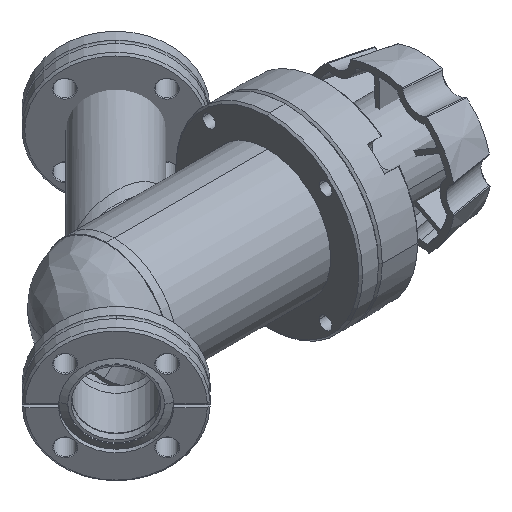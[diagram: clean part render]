
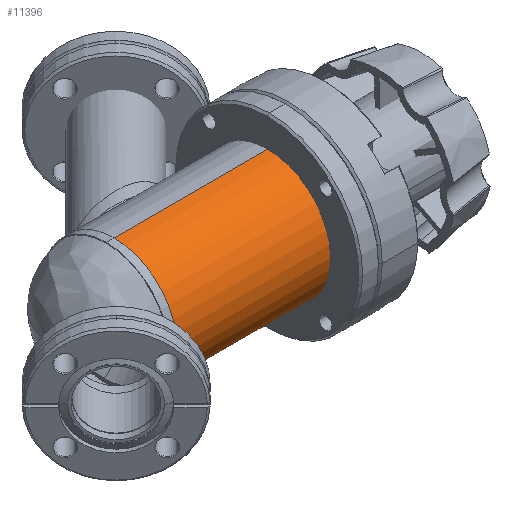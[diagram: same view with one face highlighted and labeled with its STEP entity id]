
A CAD part, isometric view. The second image highlights one B-rep face of the part: STEP entity #11396.
In plain terms, the highlighted cylindrical face has radius 25.4 mm (diameter 50.8 mm), a partial arc.
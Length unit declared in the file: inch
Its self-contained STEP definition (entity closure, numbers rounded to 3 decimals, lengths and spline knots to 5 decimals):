
#538 = DIRECTION ( 'NONE',  ( 1., 0., 0. ) ) ;
#1067 = CARTESIAN_POINT ( 'NONE',  ( 2.48, 0., 0. ) ) ;
#1849 = CARTESIAN_POINT ( 'NONE',  ( 0., 0., 1. ) ) ;
#1899 = DIRECTION ( 'NONE',  ( -1., 0., 0. ) ) ;
#2179 = VERTEX_POINT ( 'NONE', #2437 ) ;
#2353 = DIRECTION ( 'NONE',  ( 0., 0., 1. ) ) ;
#2437 = CARTESIAN_POINT ( 'NONE',  ( 2.48, 0., -1. ) ) ;
#2785 = AXIS2_PLACEMENT_3D ( 'NONE', #8159, #538, #9441 ) ;
#3492 = VECTOR ( 'NONE', #1899, 39.37008 ) ;
#3557 = EDGE_CURVE ( 'NONE', #2179, #14993, #5928, .T. ) ;
#3827 = ORIENTED_EDGE ( 'NONE', *, *, #3557, .T. ) ;
#4749 = VECTOR ( 'NONE', #13766, 39.37008 ) ;
#4978 = CARTESIAN_POINT ( 'NONE',  ( 2.48, 0., 1. ) ) ;
#5928 = CIRCLE ( 'NONE', #10945, 1. ) ;
#6072 = CARTESIAN_POINT ( 'NONE',  ( 2.5, 0., 1. ) ) ;
#6960 = CARTESIAN_POINT ( 'NONE',  ( 2.5, 0., -1. ) ) ;
#7487 = EDGE_CURVE ( 'NONE', #14993, #8381, #11557, .T. ) ;
#8112 = DIRECTION ( 'NONE',  ( -1., 0., 0. ) ) ;
#8159 = CARTESIAN_POINT ( 'NONE',  ( 0., 0., 0. ) ) ;
#8381 = VERTEX_POINT ( 'NONE', #1849 ) ;
#8473 = FACE_OUTER_BOUND ( 'NONE', #15112, .T. ) ;
#9217 = CIRCLE ( 'NONE', #2785, 1. ) ;
#9346 = CARTESIAN_POINT ( 'NONE',  ( 2.5, 0., 0. ) ) ;
#9441 = DIRECTION ( 'NONE',  ( 0., 0., 1. ) ) ;
#9585 = AXIS2_PLACEMENT_3D ( 'NONE', #9346, #8112, #14539 ) ;
#9658 = ORIENTED_EDGE ( 'NONE', *, *, #7487, .T. ) ;
#9777 = ORIENTED_EDGE ( 'NONE', *, *, #10163, .F. ) ;
#9979 = DIRECTION ( 'NONE',  ( -1., 0., 0. ) ) ;
#10163 = EDGE_CURVE ( 'NONE', #2179, #11672, #10267, .T. ) ;
#10267 = LINE ( 'NONE', #6960, #3492 ) ;
#10768 = ORIENTED_EDGE ( 'NONE', *, *, #16284, .T. ) ;
#10945 = AXIS2_PLACEMENT_3D ( 'NONE', #1067, #9979, #2353 ) ;
#11396 = ADVANCED_FACE ( 'NONE', ( #8473 ), #14511, .T. ) ;
#11557 = LINE ( 'NONE', #6072, #4749 ) ;
#11672 = VERTEX_POINT ( 'NONE', #15418 ) ;
#13766 = DIRECTION ( 'NONE',  ( -1., 0., 0. ) ) ;
#14511 = CYLINDRICAL_SURFACE ( 'NONE', #9585, 1. ) ;
#14539 = DIRECTION ( 'NONE',  ( 0., 0., 1. ) ) ;
#14993 = VERTEX_POINT ( 'NONE', #4978 ) ;
#15112 = EDGE_LOOP ( 'NONE', ( #9777, #3827, #9658, #10768 ) ) ;
#15418 = CARTESIAN_POINT ( 'NONE',  ( 0., 0., -1. ) ) ;
#16284 = EDGE_CURVE ( 'NONE', #8381, #11672, #9217, .T. ) ;
